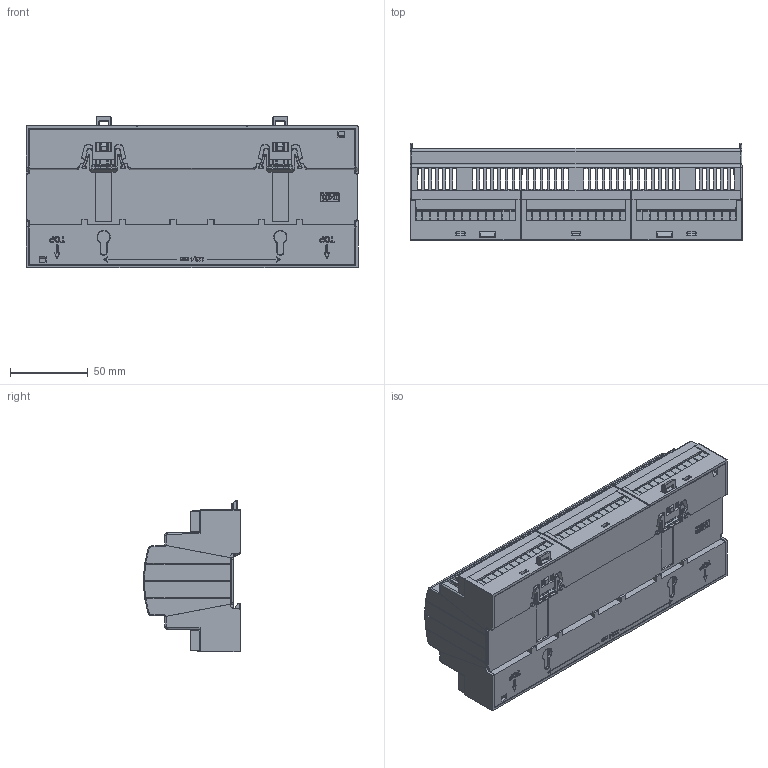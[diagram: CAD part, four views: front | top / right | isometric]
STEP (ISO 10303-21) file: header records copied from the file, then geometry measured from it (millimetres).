
FILE_DESCRIPTION((''),'2;1');
FILE_NAME('PRT0002','2022-02-16T15:16:21',('Administrator'),(''),'CREO PARAMETRIC BY PTC INC, 2019080','CREO PARAMETRIC BY PTC INC, 2019080','');
FILE_SCHEMA(('CONFIG_CONTROL_DESIGN'));
Products named in the file (1): PRT0002
Bounding box: 213 x 62.25 x 97.29 mm (x, y, z)
Surface area: 180429.4 mm2 (no closed solid volume)
Topology: 0 solids, 12 shells, 4545 faces, 13681 edges, 8909 vertices
Faces by surface type: plane 2827, cylinder 1140, sphere 155, bspline 137, torus 126, extrusion 116, cone 44
Entity records: 157941 total; most frequent: CARTESIAN_POINT 34655, ORIENTED_EDGE 27065, DIRECTION 24038, EDGE_CURVE 13544, VECTOR 9514, LINE 9398, VERTEX_POINT 8907, AXIS2_PLACEMENT_3D 7262
